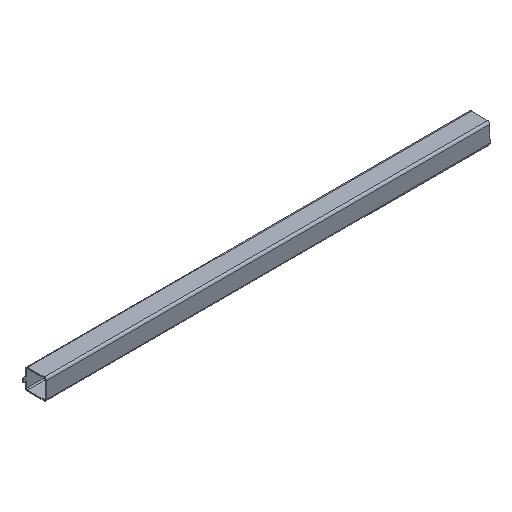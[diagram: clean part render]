
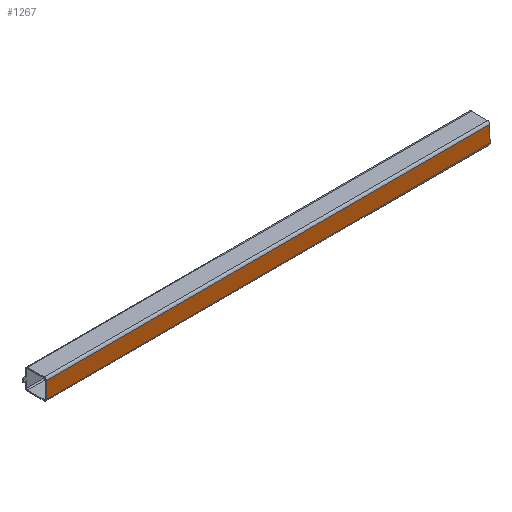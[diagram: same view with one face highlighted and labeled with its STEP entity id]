
A CAD part, isometric view. The second image highlights one B-rep face of the part: STEP entity #1267.
In plain terms, the highlighted planar face has unit normal (0, -1, 0).
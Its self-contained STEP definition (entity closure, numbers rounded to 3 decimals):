
#82 = DIRECTION ( 'NONE',  ( 0., 0., 1. ) ) ;
#109 = LINE ( 'NONE', #3442, #607 ) ;
#246 = DIRECTION ( 'NONE',  ( 0., 0., -1. ) ) ;
#260 = DIRECTION ( 'NONE',  ( 0., 0., -1. ) ) ;
#305 = EDGE_CURVE ( 'NONE', #4140, #3505, #109, .T. ) ;
#326 = CARTESIAN_POINT ( 'NONE',  ( -20., -30., -23.6 ) ) ;
#382 = ORIENTED_EDGE ( 'NONE', *, *, #862, .F. ) ;
#501 = VECTOR ( 'NONE', #722, 1000. ) ;
#533 = AXIS2_PLACEMENT_3D ( 'NONE', #326, #5085, #260 ) ;
#570 = CARTESIAN_POINT ( 'NONE',  ( 1290., -30., 1580. ) ) ;
#594 = LINE ( 'NONE', #570, #4065 ) ;
#607 = VECTOR ( 'NONE', #5016, 1000. ) ;
#722 = DIRECTION ( 'NONE',  ( -1., 0., 0. ) ) ;
#760 = ORIENTED_EDGE ( 'NONE', *, *, #3638, .F. ) ;
#787 = VERTEX_POINT ( 'NONE', #3391 ) ;
#862 = EDGE_CURVE ( 'NONE', #3505, #5043, #594, .T. ) ;
#902 = CARTESIAN_POINT ( 'NONE',  ( 10., -30., 23.6 ) ) ;
#994 = CARTESIAN_POINT ( 'NONE',  ( 1290., -30., 23.6 ) ) ;
#1215 = CARTESIAN_POINT ( 'NONE',  ( -20., -30., -23.6 ) ) ;
#1251 = CARTESIAN_POINT ( 'NONE',  ( 10., -30., 1580. ) ) ;
#1267 = ADVANCED_FACE ( 'NONE', ( #1582 ), #1883, .F. ) ;
#1430 = EDGE_LOOP ( 'NONE', ( #5115, #3757, #760, #382 ) ) ;
#1582 = FACE_OUTER_BOUND ( 'NONE', #1430, .T. ) ;
#1883 = PLANE ( 'NONE',  #533 ) ;
#3138 = LINE ( 'NONE', #1215, #501 ) ;
#3340 = CARTESIAN_POINT ( 'NONE',  ( 1290., -30., -23.6 ) ) ;
#3391 = CARTESIAN_POINT ( 'NONE',  ( 10., -30., -23.6 ) ) ;
#3442 = CARTESIAN_POINT ( 'NONE',  ( -20., -30., 23.6 ) ) ;
#3505 = VERTEX_POINT ( 'NONE', #994 ) ;
#3638 = EDGE_CURVE ( 'NONE', #5043, #787, #3138, .T. ) ;
#3757 = ORIENTED_EDGE ( 'NONE', *, *, #4853, .F. ) ;
#4065 = VECTOR ( 'NONE', #246, 1000. ) ;
#4140 = VERTEX_POINT ( 'NONE', #902 ) ;
#4504 = LINE ( 'NONE', #1251, #5188 ) ;
#4853 = EDGE_CURVE ( 'NONE', #787, #4140, #4504, .T. ) ;
#5016 = DIRECTION ( 'NONE',  ( 1., 0., 0. ) ) ;
#5043 = VERTEX_POINT ( 'NONE', #3340 ) ;
#5085 = DIRECTION ( 'NONE',  ( 0., 1., 0. ) ) ;
#5115 = ORIENTED_EDGE ( 'NONE', *, *, #305, .F. ) ;
#5188 = VECTOR ( 'NONE', #82, 1000. ) ;
